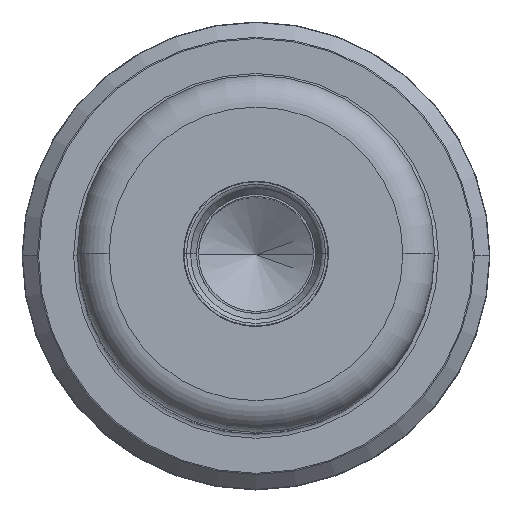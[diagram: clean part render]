
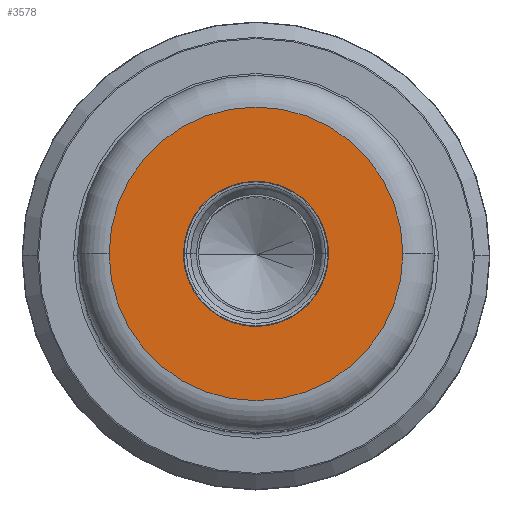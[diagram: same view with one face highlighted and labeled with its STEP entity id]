
A CAD part, top view. The second image highlights one B-rep face of the part: STEP entity #3578.
In plain terms, the highlighted planar face has unit normal (0, 0, 1).
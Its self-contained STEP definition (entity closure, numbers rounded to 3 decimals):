
#104 = CARTESIAN_POINT ( 'NONE',  ( 9.139, 0., 192. ) ) ;
#287 = EDGE_CURVE ( 'NONE', #2386, #2198, #655, .T. ) ;
#368 = PLANE ( 'NONE',  #3874 ) ;
#418 = CARTESIAN_POINT ( 'NONE',  ( 1.212, -9.14, 192. ) ) ;
#441 = CARTESIAN_POINT ( 'NONE',  ( -5.605, -7.32, 192. ) ) ;
#480 = CARTESIAN_POINT ( 'NONE',  ( 2.377, -8.908, 192. ) ) ;
#515 = CARTESIAN_POINT ( 'NONE',  ( -4.618, 7.98, 192. ) ) ;
#556 = CARTESIAN_POINT ( 'NONE',  ( 7.98, 4.618, 192. ) ) ;
#642 = CARTESIAN_POINT ( 'NONE',  ( 9.139, 0., 192. ) ) ;
#655 = CIRCLE ( 'NONE', #4385, 18.514 ) ;
#774 = CARTESIAN_POINT ( 'NONE',  ( -2.377, -8.908, 192. ) ) ;
#877 = CARTESIAN_POINT ( 'NONE',  ( 5.605, 7.32, 192. ) ) ;
#922 = CARTESIAN_POINT ( 'NONE',  ( 9.139, 0., 192. ) ) ;
#1040 = DIRECTION ( 'NONE',  ( 0., 0., 1. ) ) ;
#1141 = ORIENTED_EDGE ( 'NONE', *, *, #4243, .T. ) ;
#1177 = CARTESIAN_POINT ( 'NONE',  ( 8.908, -2.377, 192. ) ) ;
#1178 = B_SPLINE_CURVE_WITH_KNOTS ( 'NONE', 3,
 ( #2295, #2231, #2272, #3972, #3644, #1553, #515, #1213, #1890, #3267, #3953, #2951, #877, #3625, #556, #1938, #3085, #642 ),
 .UNSPECIFIED., .F., .F.,
 ( 4, 2, 2, 2, 2, 2, 2, 2, 4 ),
 ( 0., 0.062, 0.125, 0.187, 0.25, 0.312, 0.375, 0.437, 0.5 ),
 .UNSPECIFIED. ) ;
#1213 = CARTESIAN_POINT ( 'NONE',  ( -2.377, 8.908, 192. ) ) ;
#1469 = DIRECTION ( 'NONE',  ( 1., 0., 0. ) ) ;
#1486 = CARTESIAN_POINT ( 'NONE',  ( 0., 0., 192. ) ) ;
#1553 = CARTESIAN_POINT ( 'NONE',  ( -5.605, 7.32, 192. ) ) ;
#1709 = AXIS2_PLACEMENT_3D ( 'NONE', #1486, #2447, #1469 ) ;
#1815 = CARTESIAN_POINT ( 'NONE',  ( 4.618, -7.98, 192. ) ) ;
#1880 = CARTESIAN_POINT ( 'NONE',  ( 7.32, -5.605, 192. ) ) ;
#1890 = CARTESIAN_POINT ( 'NONE',  ( -1.212, 9.14, 192. ) ) ;
#1938 = CARTESIAN_POINT ( 'NONE',  ( 8.908, 2.377, 192. ) ) ;
#2128 = DIRECTION ( 'NONE',  ( 1., 0., 0. ) ) ;
#2151 = CARTESIAN_POINT ( 'NONE',  ( -4.618, -7.98, 192. ) ) ;
#2172 = EDGE_LOOP ( 'NONE', ( #4263, #3586 ) ) ;
#2198 = VERTEX_POINT ( 'NONE', #4016 ) ;
#2220 = CARTESIAN_POINT ( 'NONE',  ( 7.98, -4.618, 192. ) ) ;
#2231 = CARTESIAN_POINT ( 'NONE',  ( -9.14, 1.212, 192. ) ) ;
#2272 = CARTESIAN_POINT ( 'NONE',  ( -8.908, 2.377, 192. ) ) ;
#2281 = VERTEX_POINT ( 'NONE', #922 ) ;
#2295 = CARTESIAN_POINT ( 'NONE',  ( -9.139, 0., 192. ) ) ;
#2386 = VERTEX_POINT ( 'NONE', #3017 ) ;
#2447 = DIRECTION ( 'NONE',  ( 0., 0., 1. ) ) ;
#2479 = CARTESIAN_POINT ( 'NONE',  ( -9.139, 0., 192. ) ) ;
#2529 = CARTESIAN_POINT ( 'NONE',  ( 9.139, -1.212, 192. ) ) ;
#2550 = CARTESIAN_POINT ( 'NONE',  ( -1.212, -9.139, 192. ) ) ;
#2749 = EDGE_CURVE ( 'NONE', #2937, #2281, #1178, .T. ) ;
#2771 = FACE_BOUND ( 'NONE', #2172, .T. ) ;
#2801 = CARTESIAN_POINT ( 'NONE',  ( -9.14, -1.212, 192. ) ) ;
#2937 = VERTEX_POINT ( 'NONE', #3856 ) ;
#2951 = CARTESIAN_POINT ( 'NONE',  ( 4.618, 7.98, 192. ) ) ;
#3017 = CARTESIAN_POINT ( 'NONE',  ( -18.514, 0., 192. ) ) ;
#3031 = DIRECTION ( 'NONE',  ( 1., 0., 0. ) ) ;
#3085 = CARTESIAN_POINT ( 'NONE',  ( 9.14, 1.212, 192. ) ) ;
#3267 = CARTESIAN_POINT ( 'NONE',  ( 1.212, 9.139, 192. ) ) ;
#3301 = EDGE_CURVE ( 'NONE', #2281, #2937, #4340, .T. ) ;
#3347 = EDGE_LOOP ( 'NONE', ( #1141, #3647 ) ) ;
#3451 = FACE_OUTER_BOUND ( 'NONE', #3347, .T. ) ;
#3568 = CARTESIAN_POINT ( 'NONE',  ( -7.32, -5.605, 192. ) ) ;
#3578 = ADVANCED_FACE ( 'NONE', ( #2771, #3451 ), #368, .T. ) ;
#3586 = ORIENTED_EDGE ( 'NONE', *, *, #3301, .T. ) ;
#3591 = CARTESIAN_POINT ( 'NONE',  ( -8.908, -2.378, 192. ) ) ;
#3625 = CARTESIAN_POINT ( 'NONE',  ( 7.32, 5.605, 192. ) ) ;
#3644 = CARTESIAN_POINT ( 'NONE',  ( -7.32, 5.605, 192. ) ) ;
#3647 = ORIENTED_EDGE ( 'NONE', *, *, #287, .T. ) ;
#3796 = DIRECTION ( 'NONE',  ( 0., 0., 1. ) ) ;
#3846 = CARTESIAN_POINT ( 'NONE',  ( 0., 0., 192. ) ) ;
#3856 = CARTESIAN_POINT ( 'NONE',  ( -9.139, 0., 192. ) ) ;
#3872 = CARTESIAN_POINT ( 'NONE',  ( -7.98, -4.618, 192. ) ) ;
#3874 = AXIS2_PLACEMENT_3D ( 'NONE', #4128, #3796, #3031 ) ;
#3953 = CARTESIAN_POINT ( 'NONE',  ( 2.377, 8.908, 192. ) ) ;
#3972 = CARTESIAN_POINT ( 'NONE',  ( -7.98, 4.618, 192. ) ) ;
#4016 = CARTESIAN_POINT ( 'NONE',  ( 18.514, 0., 192. ) ) ;
#4128 = CARTESIAN_POINT ( 'NONE',  ( 0., 0., 192. ) ) ;
#4132 = CIRCLE ( 'NONE', #1709, 18.514 ) ;
#4225 = CARTESIAN_POINT ( 'NONE',  ( 5.605, -7.32, 192. ) ) ;
#4243 = EDGE_CURVE ( 'NONE', #2198, #2386, #4132, .T. ) ;
#4263 = ORIENTED_EDGE ( 'NONE', *, *, #2749, .T. ) ;
#4340 = B_SPLINE_CURVE_WITH_KNOTS ( 'NONE', 3,
 ( #104, #2529, #1177, #2220, #1880, #4225, #1815, #480, #418, #2550, #774, #2151, #441, #3568, #3872, #3591, #2801, #2479 ),
 .UNSPECIFIED., .F., .F.,
 ( 4, 2, 2, 2, 2, 2, 2, 2, 4 ),
 ( 0.5, 0.563, 0.625, 0.688, 0.75, 0.813, 0.875, 0.938, 1. ),
 .UNSPECIFIED. ) ;
#4385 = AXIS2_PLACEMENT_3D ( 'NONE', #3846, #1040, #2128 ) ;
